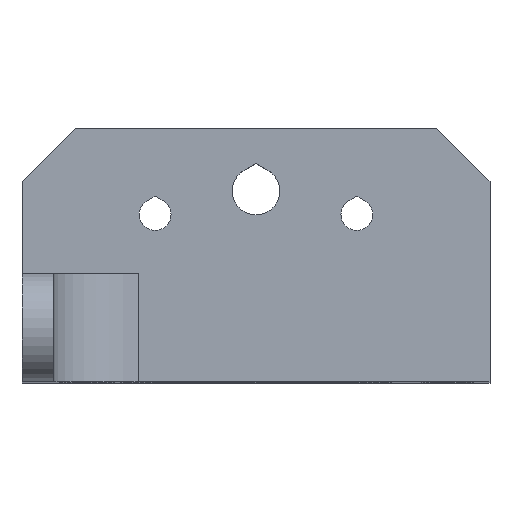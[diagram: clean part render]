
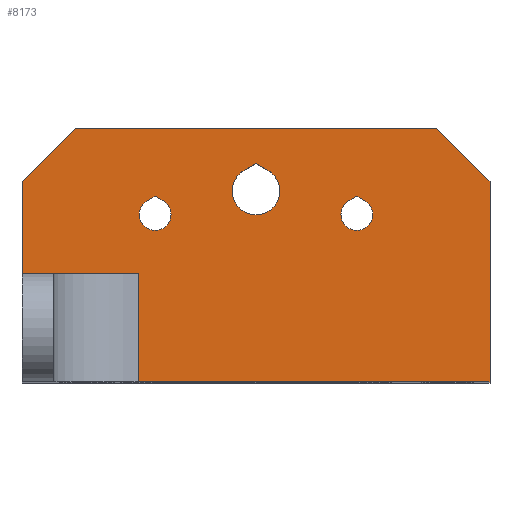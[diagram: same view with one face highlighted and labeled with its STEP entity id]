
A CAD part, top view. The second image highlights one B-rep face of the part: STEP entity #8173.
In plain terms, the highlighted planar face has unit normal (0, 0, 1).
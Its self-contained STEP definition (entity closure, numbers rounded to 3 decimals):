
#121=FACE_BOUND('',#1522,.T.);
#122=FACE_BOUND('',#1523,.T.);
#123=FACE_BOUND('',#1524,.T.);
#236=CIRCLE('',#8399,1.5);
#237=CIRCLE('',#8401,1.5);
#239=CIRCLE('',#8405,2.25);
#627=PLANE('',#8707);
#1029=FACE_OUTER_BOUND('',#1521,.T.);
#1521=EDGE_LOOP('',(#7736,#7737,#7738,#7739,#7740,#7741,#7742,#7743));
#1522=EDGE_LOOP('',(#7744,#7745,#7746,#7747));
#1523=EDGE_LOOP('',(#7748,#7749,#7750));
#1524=EDGE_LOOP('',(#7751,#7752,#7753));
#1835=LINE('',#12064,#2805);
#1844=LINE('',#12127,#2814);
#1883=LINE('',#12228,#2853);
#1894=LINE('',#12260,#2864);
#1903=LINE('',#12286,#2873);
#2077=LINE('',#12671,#3047);
#2102=LINE('',#12741,#3072);
#2106=LINE('',#12753,#3076);
#2109=LINE('',#12757,#3079);
#2110=LINE('',#12760,#3080);
#2112=LINE('',#12763,#3082);
#2113=LINE('',#12766,#3083);
#2115=LINE('',#12769,#3085);
#2153=LINE('',#12860,#3123);
#2494=LINE('',#13562,#3464);
#2805=VECTOR('',#9240,10.);
#2814=VECTOR('',#9291,10.);
#2853=VECTOR('',#9382,10.);
#2864=VECTOR('',#9411,10.);
#2873=VECTOR('',#9440,10.);
#3047=VECTOR('',#9654,10.);
#3072=VECTOR('',#9717,10.);
#3076=VECTOR('',#9729,10.);
#3079=VECTOR('',#9734,10.);
#3080=VECTOR('',#9737,10.);
#3082=VECTOR('',#9741,10.);
#3083=VECTOR('',#9744,10.);
#3085=VECTOR('',#9748,10.);
#3123=VECTOR('',#9856,10.);
#3464=VECTOR('',#10717,10.);
#3860=VERTEX_POINT('',#12061);
#3861=VERTEX_POINT('',#12063);
#3875=VERTEX_POINT('',#12124);
#3876=VERTEX_POINT('',#12126);
#3912=VERTEX_POINT('',#12226);
#3921=VERTEX_POINT('',#12253);
#3924=VERTEX_POINT('',#12258);
#3931=VERTEX_POINT('',#12284);
#4141=VERTEX_POINT('',#12723);
#4142=VERTEX_POINT('',#12725);
#4143=VERTEX_POINT('',#12729);
#4144=VERTEX_POINT('',#12731);
#4147=VERTEX_POINT('',#12738);
#4148=VERTEX_POINT('',#12740);
#4150=VERTEX_POINT('',#12746);
#4152=VERTEX_POINT('',#12752);
#4153=VERTEX_POINT('',#12759);
#4154=VERTEX_POINT('',#12765);
#4689=EDGE_CURVE('',#3860,#3861,#1835,.T.);
#4712=EDGE_CURVE('',#3875,#3876,#1844,.T.);
#4764=EDGE_CURVE('',#3860,#3912,#1883,.T.);
#4780=EDGE_CURVE('',#3924,#3921,#1894,.T.);
#4793=EDGE_CURVE('',#3931,#3924,#1903,.T.);
#4986=EDGE_CURVE('',#3912,#3921,#2077,.T.);
#5012=EDGE_CURVE('',#4142,#4141,#236,.T.);
#5015=EDGE_CURVE('',#4144,#4143,#237,.T.);
#5019=EDGE_CURVE('',#4148,#4147,#2102,.T.);
#5022=EDGE_CURVE('',#4150,#4148,#239,.T.);
#5025=EDGE_CURVE('',#4152,#4150,#2106,.T.);
#5028=EDGE_CURVE('',#4147,#4152,#2109,.T.);
#5029=EDGE_CURVE('',#4153,#4144,#2110,.T.);
#5031=EDGE_CURVE('',#4143,#4153,#2112,.T.);
#5032=EDGE_CURVE('',#4154,#4142,#2113,.T.);
#5034=EDGE_CURVE('',#4141,#4154,#2115,.T.);
#5080=EDGE_CURVE('',#3861,#3875,#2153,.T.);
#5433=EDGE_CURVE('',#3931,#3876,#2494,.T.);
#7736=ORIENTED_EDGE('',*,*,#4780,.F.);
#7737=ORIENTED_EDGE('',*,*,#4793,.F.);
#7738=ORIENTED_EDGE('',*,*,#5433,.T.);
#7739=ORIENTED_EDGE('',*,*,#4712,.F.);
#7740=ORIENTED_EDGE('',*,*,#5080,.F.);
#7741=ORIENTED_EDGE('',*,*,#4689,.F.);
#7742=ORIENTED_EDGE('',*,*,#4764,.T.);
#7743=ORIENTED_EDGE('',*,*,#4986,.T.);
#7744=ORIENTED_EDGE('',*,*,#5019,.T.);
#7745=ORIENTED_EDGE('',*,*,#5028,.T.);
#7746=ORIENTED_EDGE('',*,*,#5025,.T.);
#7747=ORIENTED_EDGE('',*,*,#5022,.T.);
#7748=ORIENTED_EDGE('',*,*,#5015,.T.);
#7749=ORIENTED_EDGE('',*,*,#5031,.T.);
#7750=ORIENTED_EDGE('',*,*,#5029,.T.);
#7751=ORIENTED_EDGE('',*,*,#5012,.T.);
#7752=ORIENTED_EDGE('',*,*,#5034,.T.);
#7753=ORIENTED_EDGE('',*,*,#5032,.T.);
#8173=ADVANCED_FACE('',(#1029,#121,#122,#123),#627,.T.);
#8399=AXIS2_PLACEMENT_3D('',#12726,#9704,#9705);
#8401=AXIS2_PLACEMENT_3D('',#12732,#9710,#9711);
#8405=AXIS2_PLACEMENT_3D('',#12747,#9723,#9724);
#8707=AXIS2_PLACEMENT_3D('',#13563,#10718,#10719);
#9240=DIRECTION('',(0.707,0.707,0.));
#9291=DIRECTION('',(0.707,-0.707,0.));
#9382=DIRECTION('',(0.,-1.,0.));
#9411=DIRECTION('',(0.,1.,0.));
#9440=DIRECTION('',(-1.,0.,0.));
#9654=DIRECTION('',(1.,0.,0.));
#9704=DIRECTION('center_axis',(0.,0.,-1.));
#9705=DIRECTION('ref_axis',(-1.,0.,0.));
#9710=DIRECTION('center_axis',(0.,0.,-1.));
#9711=DIRECTION('ref_axis',(-1.,0.,0.));
#9717=DIRECTION('',(0.866,0.5,0.));
#9723=DIRECTION('center_axis',(0.,0.,-1.));
#9724=DIRECTION('ref_axis',(-1.,0.,0.));
#9729=DIRECTION('',(0.866,-0.5,0.));
#9734=DIRECTION('',(1.,0.,0.));
#9737=DIRECTION('',(0.866,-0.5,0.));
#9741=DIRECTION('',(0.866,0.5,0.));
#9744=DIRECTION('',(0.866,-0.5,0.));
#9748=DIRECTION('',(0.866,0.5,0.));
#9856=DIRECTION('',(1.,0.,0.));
#10717=DIRECTION('',(0.,1.,0.));
#10718=DIRECTION('center_axis',(0.,0.,1.));
#10719=DIRECTION('ref_axis',(-1.,0.,0.));
#12061=CARTESIAN_POINT('',(-22.05,13.85,62.));
#12063=CARTESIAN_POINT('',(-17.05,18.85,62.));
#12064=CARTESIAN_POINT('',(-13.238,22.663,62.));
#12124=CARTESIAN_POINT('',(17.05,18.85,62.));
#12126=CARTESIAN_POINT('',(22.05,13.85,62.));
#12127=CARTESIAN_POINT('',(24.262,11.638,62.));
#12226=CARTESIAN_POINT('',(-22.05,5.2,62.));
#12228=CARTESIAN_POINT('',(-22.05,0.,62.));
#12253=CARTESIAN_POINT('',(-11.1,5.2,62.));
#12258=CARTESIAN_POINT('',(-11.1,-5.,62.));
#12260=CARTESIAN_POINT('',(-11.1,-2.5,62.));
#12284=CARTESIAN_POINT('',(22.05,-5.,62.));
#12286=CARTESIAN_POINT('',(22.05,-5.,62.));
#12671=CARTESIAN_POINT('',(1.475,5.2,62.));
#12723=CARTESIAN_POINT('',(8.75,12.074,62.));
#12725=CARTESIAN_POINT('',(10.25,12.074,62.));
#12726=CARTESIAN_POINT('Origin',(9.5,10.775,62.));
#12729=CARTESIAN_POINT('',(-10.25,12.074,62.));
#12731=CARTESIAN_POINT('',(-8.75,12.074,62.));
#12732=CARTESIAN_POINT('Origin',(-9.5,10.775,62.));
#12738=CARTESIAN_POINT('',(-0.057,15.565,62.));
#12740=CARTESIAN_POINT('',(-1.125,14.949,62.));
#12741=CARTESIAN_POINT('',(4.329,18.098,62.));
#12746=CARTESIAN_POINT('',(1.125,14.949,62.));
#12747=CARTESIAN_POINT('Origin',(0.,13.,62.));
#12752=CARTESIAN_POINT('',(0.056,15.565,62.));
#12753=CARTESIAN_POINT('',(11.674,8.858,62.));
#12757=CARTESIAN_POINT('',(10.997,15.565,62.));
#12759=CARTESIAN_POINT('',(-9.5,12.507,62.));
#12760=CARTESIAN_POINT('',(5.039,4.113,62.));
#12763=CARTESIAN_POINT('',(-0.752,17.558,62.));
#12765=CARTESIAN_POINT('',(9.5,12.507,62.));
#12766=CARTESIAN_POINT('',(16.914,8.227,62.));
#12769=CARTESIAN_POINT('',(11.123,13.444,62.));
#12860=CARTESIAN_POINT('',(-22.05,18.85,62.));
#13562=CARTESIAN_POINT('',(22.05,0.,62.));
#13563=CARTESIAN_POINT('Origin',(22.05,0.,62.));
